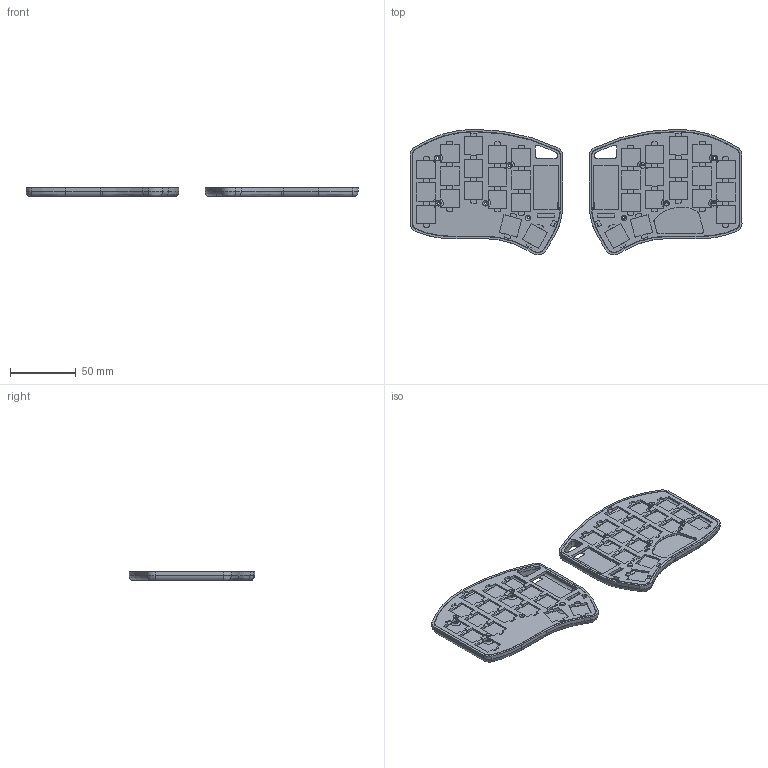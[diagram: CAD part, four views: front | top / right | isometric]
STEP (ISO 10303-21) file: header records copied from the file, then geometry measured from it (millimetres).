
FILE_DESCRIPTION(/* description */ (''),/* implementation_level */ '2;1');
FILE_NAME(/* name */ 'Urchin Plate Case.step',/* time_stamp */ '2024-06-17T14:10:37-04:00',/* author */ (''),/* organization */ (''),/* preprocessor_version */ 'ST-DEVELOPER v20',/* originating_system */ 'Autodesk Translation Framework v13.14.0.145',/* authorisation */ '');
FILE_SCHEMA (('AUTOMOTIVE_DESIGN { 1 0 10303 214 3 1 1 }'));
Length unit declared in the file: millimetre
Products named in the file (1): Urchin Plate Case
Bounding box: 251.66 x 95.11 x 6.8 mm (x, y, z)
Volume: 40558.5 mm3; surface area: 66423.5 mm2
Topology: 4 solids, 4 shells, 802 faces, 2323 edges, 1507 vertices
Faces by surface type: plane 502, cylinder 153, bspline 106, cone 21, torus 20
Full cylindrical faces by diameter (mm): 1.9 x10, 2.4 x10, 4.6 x10
Entity records: 29480 total; most frequent: CARTESIAN_POINT 8394, ORIENTED_EDGE 4646, DIRECTION 3988, EDGE_CURVE 2323, LINE 1748, VECTOR 1748, VERTEX_POINT 1507, AXIS2_PLACEMENT_3D 1120
